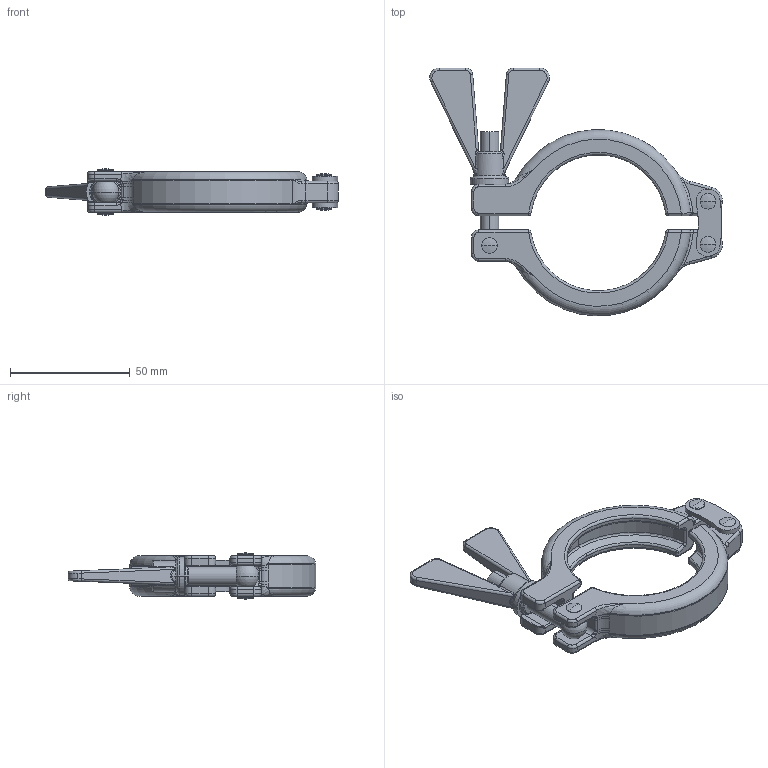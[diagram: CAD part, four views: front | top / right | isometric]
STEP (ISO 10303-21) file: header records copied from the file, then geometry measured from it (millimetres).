
FILE_DESCRIPTION (( 'STEP AP214' ), '1' );
FILE_NAME ('CL.SH.0200 BLOCK.STEP', '2020-05-19T10:42:35', ( '' ), ( '' ), 'SwSTEP 2.0', 'SolidWorks 2020', '' );
FILE_SCHEMA (( 'AUTOMOTIVE_DESIGN' ));
Length unit declared in the file: millimetre
Products named in the file (1): CL.SH.0200 BLOCK
Bounding box: 122.08 x 103.33 x 19.3 mm (x, y, z)
Volume: 43824.7 mm3; surface area: 21552.2 mm2
Topology: 4 solids, 4 shells, 458 faces, 1052 edges, 593 vertices
Faces by surface type: cylinder 170, bspline 92, torus 84, plane 60, sphere 38, cone 14
Entity records: 15863 total; most frequent: CARTESIAN_POINT 6015, DIRECTION 2130, ORIENTED_EDGE 2054, EDGE_CURVE 1027, AXIS2_PLACEMENT_3D 929, VERTEX_POINT 592, CIRCLE 562, EDGE_LOOP 481
